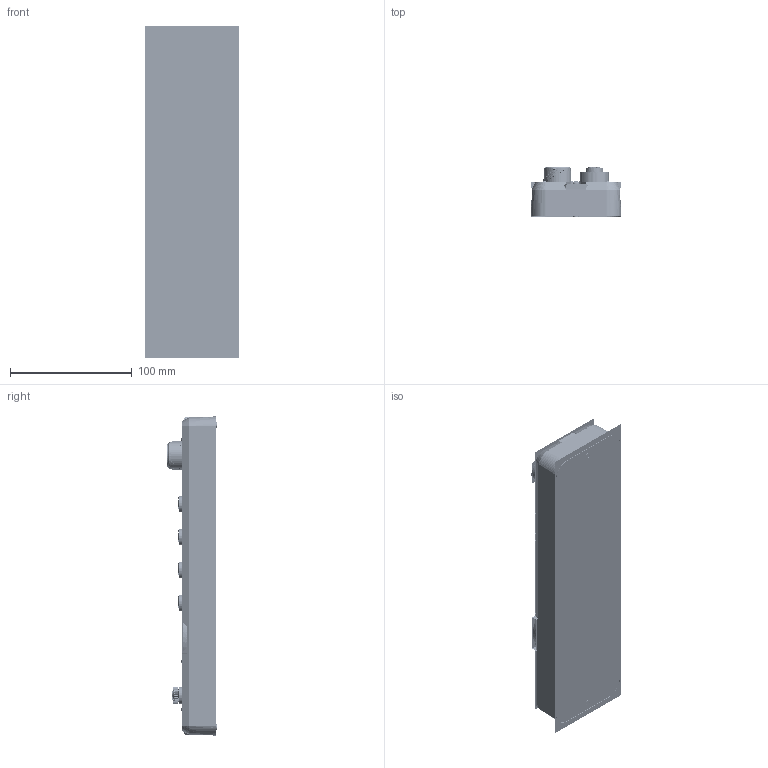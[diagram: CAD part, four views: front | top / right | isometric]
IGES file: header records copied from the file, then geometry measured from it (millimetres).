
Start section:  PTC IGES file: 250949_sm01.igs
Global section: file name: 250949_sm01.igs; native system: Creo Parametric by PTC Inc.; preprocessor: 2022414; author: banengservice; organization: Unknown; date: 20250903.103930; units: millimetre
Bounding box: 76.87 x 40.24 x 272.39 mm (x, y, z)
Volume: 517028.2 mm3; surface area: 335898.8 mm2
Topology: 1 solids, 1 shells, 5994 faces, 30546 edges, 38635 vertices
Faces by surface type: revolution 3188, bspline 2642, extrusion 164
